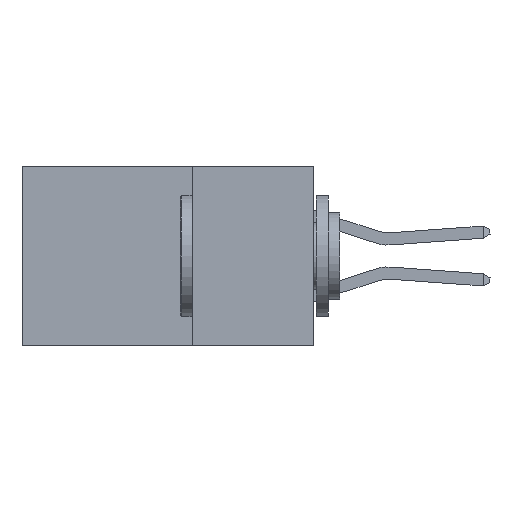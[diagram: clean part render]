
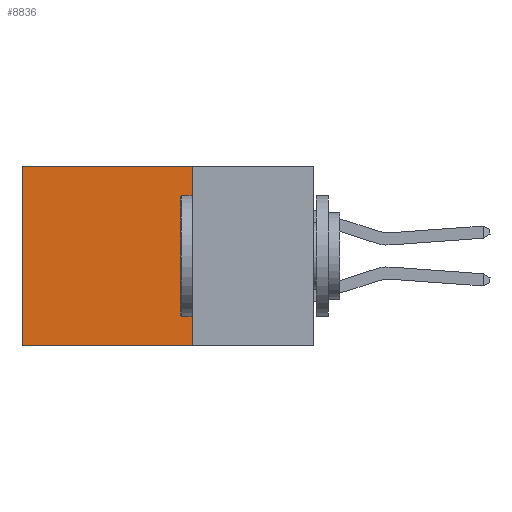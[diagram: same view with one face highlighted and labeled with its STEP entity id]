
A CAD part, left-side view. The second image highlights one B-rep face of the part: STEP entity #8836.
In plain terms, the highlighted planar face has unit normal (-1, 0, 0).
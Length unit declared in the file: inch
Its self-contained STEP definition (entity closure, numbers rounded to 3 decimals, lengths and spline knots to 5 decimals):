
#72 = VERTEX_POINT ( 'NONE', #34881 ) ;
#2934 = DIRECTION ( 'NONE',  ( 0., 0., -1. ) ) ;
#3020 = CARTESIAN_POINT ( 'NONE',  ( 0.2875, 0.25, 0. ) ) ;
#5002 = LINE ( 'NONE', #21259, #16029 ) ;
#5625 = ORIENTED_EDGE ( 'NONE', *, *, #19388, .T. ) ;
#6215 = EDGE_CURVE ( 'NONE', #6754, #23655, #25725, .T. ) ;
#6754 = VERTEX_POINT ( 'NONE', #38159 ) ;
#6823 = AXIS2_PLACEMENT_3D ( 'NONE', #15622, #34108, #26252 ) ;
#7300 = ORIENTED_EDGE ( 'NONE', *, *, #6215, .F. ) ;
#8130 = CARTESIAN_POINT ( 'NONE',  ( 0.2875, 0.25, 0. ) ) ;
#8836 = ADVANCED_FACE ( 'NONE', ( #12014 ), #12553, .F. ) ;
#9612 = ORIENTED_EDGE ( 'NONE', *, *, #15934, .T. ) ;
#12014 = FACE_OUTER_BOUND ( 'NONE', #34744, .T. ) ;
#12553 = PLANE ( 'NONE',  #6823 ) ;
#15622 = CARTESIAN_POINT ( 'NONE',  ( 0.2875, 0.25, 0. ) ) ;
#15934 = EDGE_CURVE ( 'NONE', #28311, #72, #5002, .T. ) ;
#16029 = VECTOR ( 'NONE', #2934, 39.37008 ) ;
#16578 = ORIENTED_EDGE ( 'NONE', *, *, #22301, .F. ) ;
#16953 = LINE ( 'NONE', #19149, #35626 ) ;
#17253 = CARTESIAN_POINT ( 'NONE',  ( 0.2875, 0.25, -0.37 ) ) ;
#17609 = VECTOR ( 'NONE', #33014, 39.37008 ) ;
#19149 = CARTESIAN_POINT ( 'NONE',  ( 0.2875, 0.25, -0.37 ) ) ;
#19388 = EDGE_CURVE ( 'NONE', #6754, #28311, #21539, .T. ) ;
#21259 = CARTESIAN_POINT ( 'NONE',  ( 0.2875, 0.6, 0. ) ) ;
#21539 = LINE ( 'NONE', #3020, #33025 ) ;
#22301 = EDGE_CURVE ( 'NONE', #23655, #72, #16953, .T. ) ;
#23655 = VERTEX_POINT ( 'NONE', #17253 ) ;
#25725 = LINE ( 'NONE', #8130, #17609 ) ;
#26252 = DIRECTION ( 'NONE',  ( 0., 0., -1. ) ) ;
#27883 = DIRECTION ( 'NONE',  ( 0., 1., 0. ) ) ;
#28311 = VERTEX_POINT ( 'NONE', #34075 ) ;
#33014 = DIRECTION ( 'NONE',  ( 0., 0., -1. ) ) ;
#33025 = VECTOR ( 'NONE', #27883, 39.37008 ) ;
#34075 = CARTESIAN_POINT ( 'NONE',  ( 0.2875, 0.6, 0. ) ) ;
#34108 = DIRECTION ( 'NONE',  ( 1., 0., 0. ) ) ;
#34744 = EDGE_LOOP ( 'NONE', ( #9612, #16578, #7300, #5625 ) ) ;
#34881 = CARTESIAN_POINT ( 'NONE',  ( 0.2875, 0.6, -0.37 ) ) ;
#35626 = VECTOR ( 'NONE', #37593, 39.37008 ) ;
#37593 = DIRECTION ( 'NONE',  ( 0., 1., 0. ) ) ;
#38159 = CARTESIAN_POINT ( 'NONE',  ( 0.2875, 0.25, 0. ) ) ;
